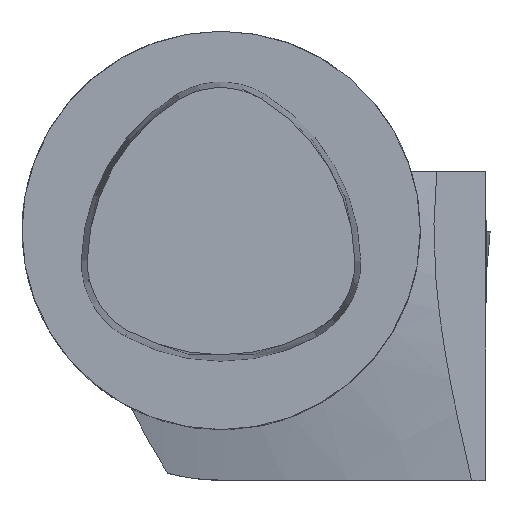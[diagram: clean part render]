
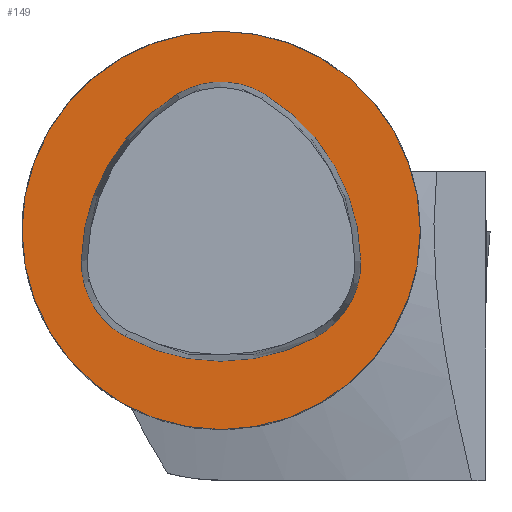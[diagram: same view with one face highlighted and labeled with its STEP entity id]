
A CAD part, top view. The second image highlights one B-rep face of the part: STEP entity #149.
In plain terms, the highlighted planar face has unit normal (0, 0, 1).
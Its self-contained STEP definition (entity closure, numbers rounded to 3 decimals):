
#97=CIRCLE('',#1524,20.);
#149=ADVANCED_FACE('',(#286),#221,.T.);
#221=PLANE('',#1541);
#286=FACE_OUTER_BOUND('',#369,.T.);
#369=EDGE_LOOP('',(#670));
#670=ORIENTED_EDGE('',*,*,#1073,.T.);
#915=VERTEX_POINT('',#2247);
#1073=EDGE_CURVE('',#915,#915,#97,.T.);
#1524=AXIS2_PLACEMENT_3D('',#2246,#1795,#1796);
#1541=AXIS2_PLACEMENT_3D('',#2340,#1853,#1854);
#1795=DIRECTION('',(0.,0.,1.));
#1796=DIRECTION('',(0.,1.,0.));
#1853=DIRECTION('',(0.,0.,1.));
#1854=DIRECTION('',(0.,1.,0.));
#2246=CARTESIAN_POINT('',(0.,0.,0.));
#2247=CARTESIAN_POINT('',(0.,20.,0.));
#2340=CARTESIAN_POINT('',(0.,0.,0.));
